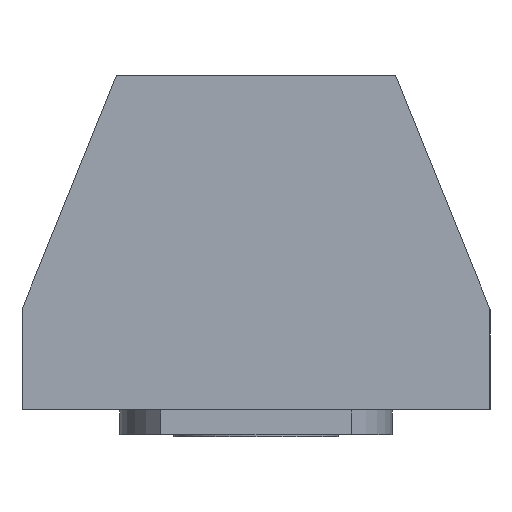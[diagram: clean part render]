
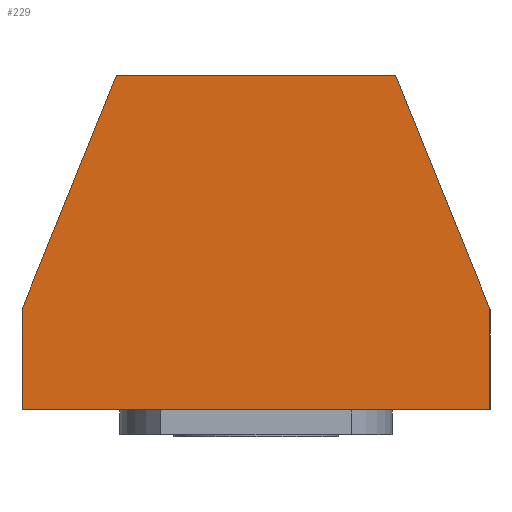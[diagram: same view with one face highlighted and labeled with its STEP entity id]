
A CAD part, left-side view. The second image highlights one B-rep face of the part: STEP entity #229.
In plain terms, the highlighted planar face has unit normal (-1, 0, 0).
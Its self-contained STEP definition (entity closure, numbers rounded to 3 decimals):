
#69=FACE_OUTER_BOUND('',#310,.T.);
#84=LINE('',#1016,#148);
#113=LINE('',#1090,#177);
#125=LINE('',#1118,#189);
#129=LINE('',#1130,#193);
#132=LINE('',#1136,#196);
#133=LINE('',#1138,#197);
#148=VECTOR('',#814,1.);
#177=VECTOR('',#881,1.);
#189=VECTOR('',#907,1.);
#193=VECTOR('',#917,1.);
#196=VECTOR('',#926,1.);
#197=VECTOR('',#929,1.);
#229=ADVANCED_FACE('',(#69),#263,.T.);
#263=PLANE('',#763);
#310=EDGE_LOOP('',(#455,#456,#457,#458,#459,#460));
#455=ORIENTED_EDGE('',*,*,#637,.T.);
#456=ORIENTED_EDGE('',*,*,#647,.T.);
#457=ORIENTED_EDGE('',*,*,#623,.F.);
#458=ORIENTED_EDGE('',*,*,#646,.T.);
#459=ORIENTED_EDGE('',*,*,#586,.F.);
#460=ORIENTED_EDGE('',*,*,#643,.T.);
#520=VERTEX_POINT('',#1007);
#524=VERTEX_POINT('',#1015);
#550=VERTEX_POINT('',#1089);
#551=VERTEX_POINT('',#1091);
#559=VERTEX_POINT('',#1117);
#560=VERTEX_POINT('',#1119);
#586=EDGE_CURVE('',#524,#520,#84,.T.);
#623=EDGE_CURVE('',#550,#551,#113,.T.);
#637=EDGE_CURVE('',#560,#559,#125,.T.);
#643=EDGE_CURVE('',#524,#560,#129,.T.);
#646=EDGE_CURVE('',#550,#520,#132,.T.);
#647=EDGE_CURVE('',#559,#551,#133,.T.);
#763=AXIS2_PLACEMENT_3D('',#1139,#930,#931);
#814=DIRECTION('',(0.,0.,1.));
#881=DIRECTION('',(0.,-1.,0.));
#907=DIRECTION('',(0.,0.,1.));
#917=DIRECTION('',(0.,-1.,0.));
#926=DIRECTION('',(0.,0.375,-0.927));
#929=DIRECTION('',(0.,0.375,0.927));
#930=DIRECTION('',(-1.,0.,0.));
#931=DIRECTION('',(0.,0.,1.));
#1007=CARTESIAN_POINT('',(-49.,57.,6.073));
#1015=CARTESIAN_POINT('',(-49.,57.,-18.5));
#1016=CARTESIAN_POINT('',(-49.,57.,-18.5));
#1089=CARTESIAN_POINT('',(-49.,34.,63.));
#1090=CARTESIAN_POINT('',(-49.,57.,63.));
#1091=CARTESIAN_POINT('',(-49.,-34.,63.));
#1117=CARTESIAN_POINT('',(-49.,-57.,6.073));
#1118=CARTESIAN_POINT('',(-49.,-57.,-18.5));
#1119=CARTESIAN_POINT('',(-49.,-57.,-18.5));
#1130=CARTESIAN_POINT('',(-49.,57.,-18.5));
#1136=CARTESIAN_POINT('',(-49.,65.535,-15.052));
#1138=CARTESIAN_POINT('',(-49.,-49.537,24.544));
#1139=CARTESIAN_POINT('',(-49.,57.,-18.5));
